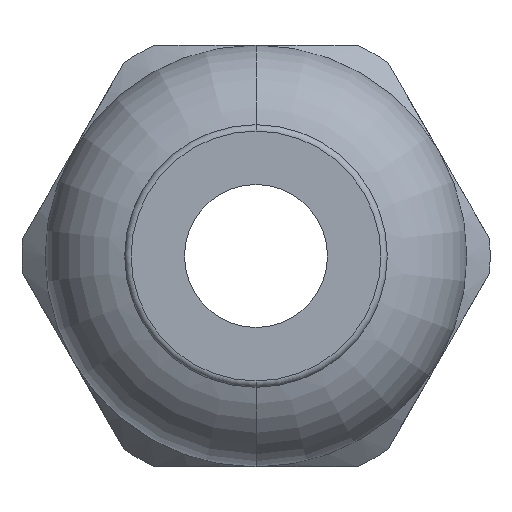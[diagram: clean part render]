
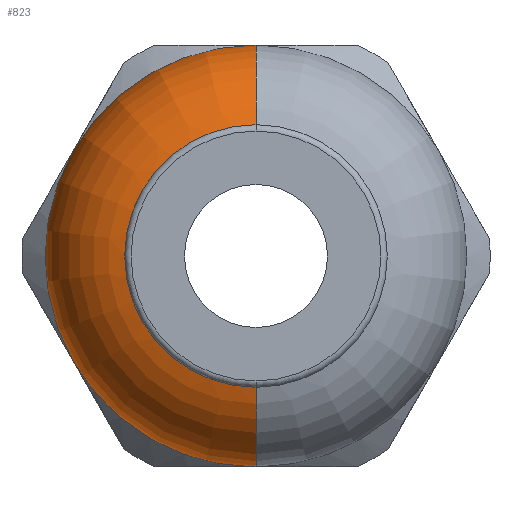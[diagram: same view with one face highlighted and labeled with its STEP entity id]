
A CAD part, left-side view. The second image highlights one B-rep face of the part: STEP entity #823.
In plain terms, the highlighted toroidal (fillet/blend) face has major radius 3.683 mm and minor radius 3.81 mm.
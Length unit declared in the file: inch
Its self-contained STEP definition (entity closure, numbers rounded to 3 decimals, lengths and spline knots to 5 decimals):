
#823 = ADVANCED_FACE ( 'NONE', ( #2639 ), #2632, .T. ) ;
#824 = EDGE_LOOP ( 'NONE', ( #825, #868, #870, #873 ) ) ;
#825 = ORIENTED_EDGE ( 'NONE', *, *, #826, .F. ) ;
#826 = EDGE_CURVE ( 'NONE', #827, #828, #2628, .T. ) ;
#827 = VERTEX_POINT ( 'NONE', #2623 ) ;
#828 = VERTEX_POINT ( 'NONE', #2622 ) ;
#829 = VERTEX_POINT ( 'NONE', #2621 ) ;
#868 = ORIENTED_EDGE ( 'NONE', *, *, #869, .T. ) ;
#869 = EDGE_CURVE ( 'NONE', #827, #829, #2417, .T. ) ;
#870 = ORIENTED_EDGE ( 'NONE', *, *, #871, .T. ) ;
#871 = EDGE_CURVE ( 'NONE', #829, #872, #2738, .T. ) ;
#872 = VERTEX_POINT ( 'NONE', #2733 ) ;
#873 = ORIENTED_EDGE ( 'NONE', *, *, #874, .F. ) ;
#874 = EDGE_CURVE ( 'NONE', #828, #872, #2731, .T. ) ;
#1651 = CARTESIAN_POINT ( 'NONE',  ( -0.99509, 0., -0.145 ) ) ;
#1903 = DIRECTION ( 'NONE',  ( 0., 1., 0. ) ) ;
#2163 = DIRECTION ( 'NONE',  ( 0., 0., 1. ) ) ;
#2416 = AXIS2_PLACEMENT_3D ( 'NONE', #1651, #1903, #2163 ) ;
#2417 = CIRCLE ( 'NONE', #2416, 0.15 ) ;
#2621 = CARTESIAN_POINT ( 'NONE',  ( -1.14, 0., -0.18375 ) ) ;
#2622 = CARTESIAN_POINT ( 'NONE',  ( -0.99509, 0., 0.295 ) ) ;
#2623 = CARTESIAN_POINT ( 'NONE',  ( -0.99509, 0., -0.295 ) ) ;
#2624 = DIRECTION ( 'NONE',  ( 0., 0., 1. ) ) ;
#2625 = DIRECTION ( 'NONE',  ( 1., 0., 0. ) ) ;
#2626 = CARTESIAN_POINT ( 'NONE',  ( -0.99509, 0., 0. ) ) ;
#2627 = AXIS2_PLACEMENT_3D ( 'NONE', #2626, #2625, #2624 ) ;
#2628 = CIRCLE ( 'NONE', #2627, 0.295 ) ;
#2629 = DIRECTION ( 'NONE',  ( 0., 0., 1. ) ) ;
#2630 = DIRECTION ( 'NONE',  ( -1., 0., 0. ) ) ;
#2631 = AXIS2_PLACEMENT_3D ( 'NONE', #2633, #2630, #2629 ) ;
#2632 = TOROIDAL_SURFACE ( 'NONE', #2631, 0.145, 0.15 ) ;
#2633 = CARTESIAN_POINT ( 'NONE',  ( -0.99509, 0., 0. ) ) ;
#2639 = FACE_OUTER_BOUND ( 'NONE', #824, .T. ) ;
#2727 = DIRECTION ( 'NONE',  ( 0., 0., -1. ) ) ;
#2728 = DIRECTION ( 'NONE',  ( 0., -1., 0. ) ) ;
#2729 = CARTESIAN_POINT ( 'NONE',  ( -0.99509, 0., 0.145 ) ) ;
#2730 = AXIS2_PLACEMENT_3D ( 'NONE', #2729, #2728, #2727 ) ;
#2731 = CIRCLE ( 'NONE', #2730, 0.15 ) ;
#2733 = CARTESIAN_POINT ( 'NONE',  ( -1.14, 0., 0.18375 ) ) ;
#2734 = DIRECTION ( 'NONE',  ( 0., 0., -1. ) ) ;
#2735 = DIRECTION ( 'NONE',  ( 1., 0., 0. ) ) ;
#2736 = CARTESIAN_POINT ( 'NONE',  ( -1.14, 0., 0. ) ) ;
#2737 = AXIS2_PLACEMENT_3D ( 'NONE', #2736, #2735, #2734 ) ;
#2738 = CIRCLE ( 'NONE', #2737, 0.18375 ) ;
